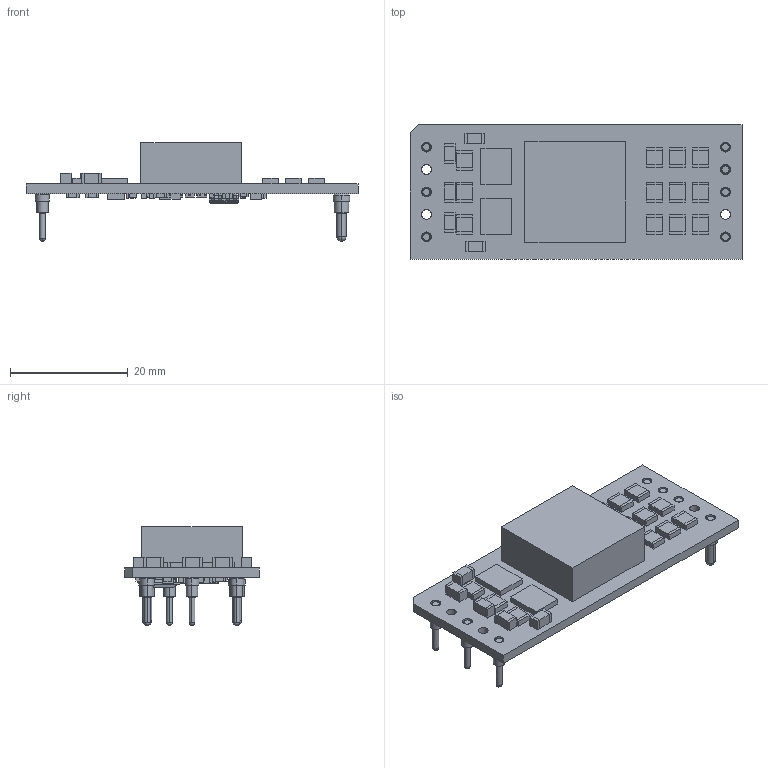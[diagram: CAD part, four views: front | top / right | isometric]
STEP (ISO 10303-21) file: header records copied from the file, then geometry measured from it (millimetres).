
FILE_DESCRIPTION(('Open CASCADE Model'),'2;1');
FILE_NAME('Open CASCADE Shape Model','2023-05-15T16:45:42',('Author'),( 'Open CASCADE'),'Open CASCADE STEP processor 7.5','Open CASCADE 7.5' ,'Unknown');
FILE_SCHEMA(('AUTOMOTIVE_DESIGN { 1 0 10303 214 1 1 1 1 }'));
Length unit declared in the file: millimetre
Products named in the file (114): PCB; Board; Open CASCADE STEP translator 7.5 7.1.1; C32; 6366947152; Extruded; 6362076384; C31; 6362074784; 6362075024; C30; 6322993904; 6322993744; C29; C28; CircuitWorks-CAPACITOR 0603; R22; R21; R20; 6362077024; 6362076784; D2; 6362075344; C27; C26; U2B; SOIC8X127X175; U2A; 6362077904; R19; 6322992144; 6322991904; C25; 6319051840; 6319051680; R15; 6362076224; R14; D1; 6366937872 ...
Assembly tree (242 placements, depth 4):
  PCB
    Board
      Open CASCADE STEP translator 7.5 7.1.1
    C32
      6366947152  x2
        Extruded
      6362076384
        Extruded
    C31
      6362074784
        Extruded
      6362075024  x2
        Extruded
    C30
      6322993904  x2
        Extruded
      6322993744
        Extruded
    C29
      6322993904  x2
        Extruded
      6322993744
        Extruded
    C28
      CircuitWorks-CAPACITOR 0603  x2
      CircuitWorks-CAPACITOR 0603
    R22
      6366947152  x2
        Extruded
      6362076384
        Extruded
    R21
      6366947152  x2
        Extruded
      6362076384
        Extruded
    R20
      6362077024  x2
        Extruded
      6362076784
        Extruded
    D2
      6362075344
        Extruded
    C27
      6366947152  x2
        Extruded
      6362076384
        Extruded
    C26
      6366947152  x2
        Extruded
      6362076384
        Extruded
    U2B
      SOIC8X127X175
    U2A
      6362077904
        Extruded
    R19
Bounding box: 56.4 x 22.9 x 16.74 mm (x, y, z)
Volume: 4622.3 mm3; surface area: 5737.9 mm2
Topology: 157 solids, 157 shells, 1531 faces, 3349 edges, 2175 vertices
Faces by surface type: plane 1348, cylinder 125, cone 42, sphere 16
Full cylindrical faces by diameter (mm): 1.654 x10
Entity records: 15720 total; most frequent: DIRECTION 2358, CARTESIAN_POINT 2346, ORIENTED_EDGE 1882, EDGE_CURVE 941, AXIS2_PLACEMENT_3D 809, LINE 740, VECTOR 740, VERTEX_POINT 601
